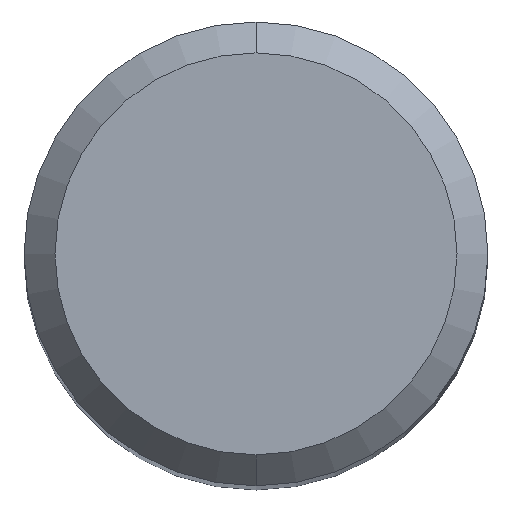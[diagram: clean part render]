
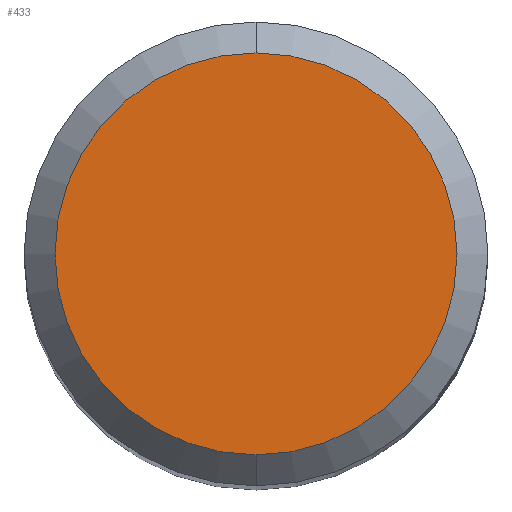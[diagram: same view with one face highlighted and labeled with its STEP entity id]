
A CAD part, top view. The second image highlights one B-rep face of the part: STEP entity #433.
In plain terms, the highlighted planar face has unit normal (0, 0, 1).
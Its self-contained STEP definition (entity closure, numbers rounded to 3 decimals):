
#183=EDGE_CURVE('',#273,#437,#498,.T.);
#273=VERTEX_POINT('',#595);
#433=ADVANCED_FACE('',(#775),#776,.T.);
#437=VERTEX_POINT('',#780);
#455=EDGE_CURVE('',#437,#273,#801,.T.);
#498=CIRCLE('',#849,2.6);
#595=CARTESIAN_POINT('',(0.,-2.6,0.0));
#775=FACE_OUTER_BOUND('',#1410,.T.);
#776=PLANE('',#1411);
#780=CARTESIAN_POINT('',(0.0,2.6,0.0));
#801=CIRCLE('',#1444,2.6);
#849=AXIS2_PLACEMENT_3D('',#1480,#1481,#1482);
#1410=EDGE_LOOP('',(#1781,#1782));
#1411=AXIS2_PLACEMENT_3D('',#1783,#1784,#1785);
#1444=AXIS2_PLACEMENT_3D('',#1818,#1819,#1820);
#1480=CARTESIAN_POINT('',(0.0,0.0,0.0));
#1481=DIRECTION('',(0.0,0.0,-1.0));
#1482=DIRECTION('',(0.0,1.0,0.0));
#1781=ORIENTED_EDGE('',*,*,#455,.F.);
#1782=ORIENTED_EDGE('',*,*,#183,.F.);
#1783=CARTESIAN_POINT('',(0.0,1.3,0.0));
#1784=DIRECTION('',(-0.0,0.0,1.0));
#1785=DIRECTION('',(0.0,-1.0,0.0));
#1818=CARTESIAN_POINT('',(0.0,0.0,0.0));
#1819=DIRECTION('',(0.0,0.0,-1.0));
#1820=DIRECTION('',(0.0,1.0,0.0));
